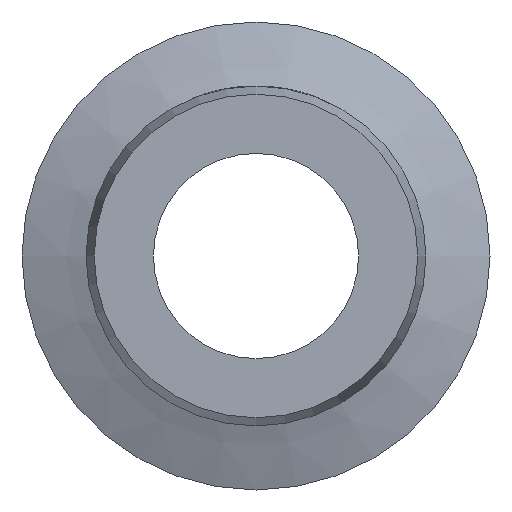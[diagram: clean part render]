
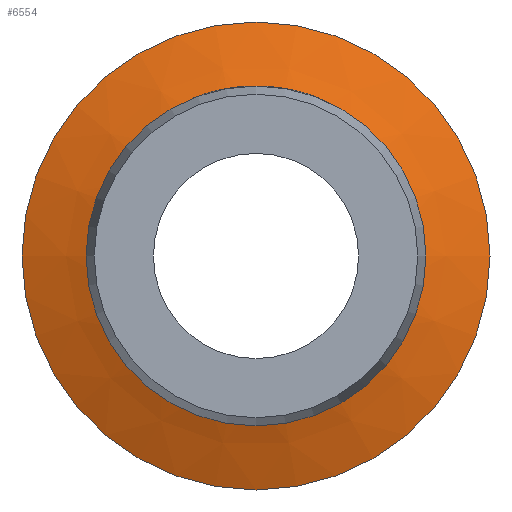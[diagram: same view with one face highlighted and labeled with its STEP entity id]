
A CAD part, left-side view. The second image highlights one B-rep face of the part: STEP entity #6554.
In plain terms, the highlighted conical face has half-angle 70 degrees and reference radius 19.964 mm.
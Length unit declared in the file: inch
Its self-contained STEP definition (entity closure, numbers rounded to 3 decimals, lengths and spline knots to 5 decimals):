
#16=CONICAL_SURFACE('',#6915,0.786,1.222);
#739=FACE_OUTER_BOUND('',#1135,.T.);
#1135=EDGE_LOOP('',(#6059,#6060,#6061,#6062,#6063,#6064,#6065));
#1665=CIRCLE('',#6906,0.61948);
#1666=CIRCLE('',#6907,0.61948);
#1667=CIRCLE('',#6908,0.61948);
#1673=CIRCLE('',#6916,0.992);
#1674=CIRCLE('',#6917,0.992);
#2110=LINE('',#15813,#2527);
#2527=VECTOR('',#8028,0.786);
#3168=VERTEX_POINT('',#15790);
#3169=VERTEX_POINT('',#15792);
#3170=VERTEX_POINT('',#15794);
#3175=VERTEX_POINT('',#15809);
#3176=VERTEX_POINT('',#15810);
#4139=EDGE_CURVE('',#3168,#3169,#1665,.T.);
#4140=EDGE_CURVE('',#3169,#3170,#1666,.T.);
#4141=EDGE_CURVE('',#3170,#3168,#1667,.T.);
#4148=EDGE_CURVE('',#3175,#3176,#1673,.T.);
#4149=EDGE_CURVE('',#3176,#3175,#1674,.T.);
#4150=EDGE_CURVE('',#3176,#3170,#2110,.T.);
#6059=ORIENTED_EDGE('',*,*,#4148,.F.);
#6060=ORIENTED_EDGE('',*,*,#4149,.F.);
#6061=ORIENTED_EDGE('',*,*,#4150,.T.);
#6062=ORIENTED_EDGE('',*,*,#4140,.F.);
#6063=ORIENTED_EDGE('',*,*,#4139,.F.);
#6064=ORIENTED_EDGE('',*,*,#4141,.F.);
#6065=ORIENTED_EDGE('',*,*,#4150,.F.);
#6554=ADVANCED_FACE('',(#739),#16,.T.);
#6906=AXIS2_PLACEMENT_3D('',#15793,#8003,#8004);
#6907=AXIS2_PLACEMENT_3D('',#15795,#8005,#8006);
#6908=AXIS2_PLACEMENT_3D('',#15796,#8007,#8008);
#6915=AXIS2_PLACEMENT_3D('',#15808,#8022,#8023);
#6916=AXIS2_PLACEMENT_3D('',#15811,#8024,#8025);
#6917=AXIS2_PLACEMENT_3D('',#15812,#8026,#8027);
#8003=DIRECTION('center_axis',(-1.,0.,0.));
#8004=DIRECTION('ref_axis',(0.,-1.,0.));
#8005=DIRECTION('center_axis',(-1.,0.,0.));
#8006=DIRECTION('ref_axis',(0.,-1.,0.));
#8007=DIRECTION('center_axis',(-1.,0.,0.));
#8008=DIRECTION('ref_axis',(0.,-1.,0.));
#8022=DIRECTION('center_axis',(1.,0.,0.));
#8023=DIRECTION('ref_axis',(0.,1.,0.));
#8024=DIRECTION('center_axis',(1.,0.,0.));
#8025=DIRECTION('ref_axis',(0.,1.,0.));
#8026=DIRECTION('center_axis',(1.,0.,0.));
#8027=DIRECTION('ref_axis',(0.,1.,0.));
#8028=DIRECTION('',(-0.342,0.94,0.));
#15790=CARTESIAN_POINT('',(1.75241,0.,0.61948));
#15792=CARTESIAN_POINT('',(1.75241,0.61948,0.));
#15793=CARTESIAN_POINT('Origin',(1.75241,0.,0.));
#15794=CARTESIAN_POINT('',(1.75241,-0.61948,0.));
#15795=CARTESIAN_POINT('Origin',(1.75241,0.,0.));
#15796=CARTESIAN_POINT('Origin',(1.75241,0.,0.));
#15808=CARTESIAN_POINT('Origin',(1.81302,0.,0.));
#15809=CARTESIAN_POINT('',(1.888,0.992,0.));
#15810=CARTESIAN_POINT('',(1.888,-0.992,0.));
#15811=CARTESIAN_POINT('Origin',(1.888,0.,0.));
#15812=CARTESIAN_POINT('Origin',(1.888,0.,0.));
#15813=CARTESIAN_POINT('',(1.81302,-0.786,0.));
